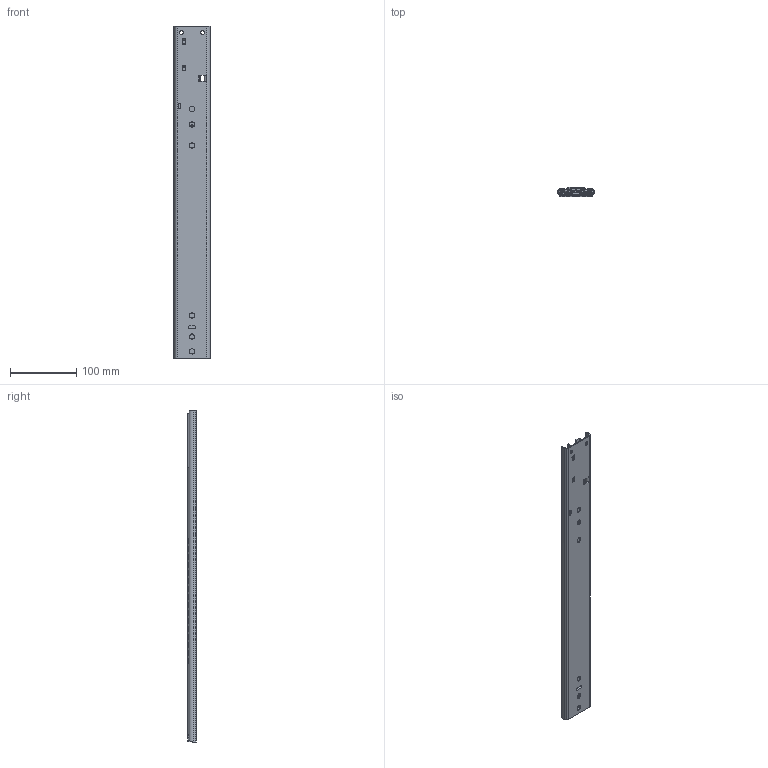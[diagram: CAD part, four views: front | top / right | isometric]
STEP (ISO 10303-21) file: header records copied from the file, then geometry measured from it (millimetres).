
FILE_DESCRIPTION(/* description */ ('Master Profielschetsen + Parameters'),/* implementation_level */ '2;1');
FILE_NAME(/* name */ '103-R95-03-in.stp',/* time_stamp */ '2015-05-06T12:08:07+02:00',/* author */ ('w.jans'),/* organization */ (''),/* preprocessor_version */ 'ST-DEVELOPER v15.6',/* originating_system */ 'Autodesk Inventor 2015',/* authorisation */ '');
FILE_SCHEMA (('AUTOMOTIVE_DESIGN { 1 0 10303 214 3 1 1 }'));
Length unit declared in the file: millimetre
Products named in the file (14): E000017298; E000017299; E000017310; E000017295; E000017307; E000017306; E000017301; E000017309; E000017302; E000017304; E000017305; E000017303; E000017308; E000017297
Assembly tree (71 placements, depth 3):
  E000017297
    E000017298
    E000017310
      E000017299
    E000017306
      E000017295
      E000017307  x32
    E000017309
      E000017301
    E000017305
      E000017302
      E000017304  x28
    E000017308
      E000017303
Bounding box: 55.3 x 12.75 x 500 mm (x, y, z)
Volume: 130771.1 mm3; surface area: 206262 mm2
Topology: 65 solids, 65 shells, 1460 faces, 4531 edges, 3216 vertices
Faces by surface type: plane 726, cylinder 620, sphere 60, cone 42, bspline 12
Full cylindrical faces by diameter (mm): 4.76 x28, 5.56 x32, 6 x2, 8 x4, 12 x2
Entity records: 51067 total; most frequent: CARTESIAN_POINT 11108, DIRECTION 8401, ORIENTED_EDGE 8178, EDGE_CURVE 4089, AXIS2_PLACEMENT_3D 2819, LINE 2763, VECTOR 2763, VERTEX_POINT 2708
